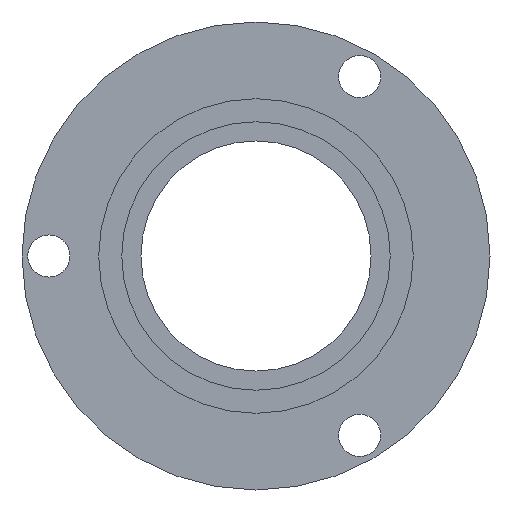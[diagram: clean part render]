
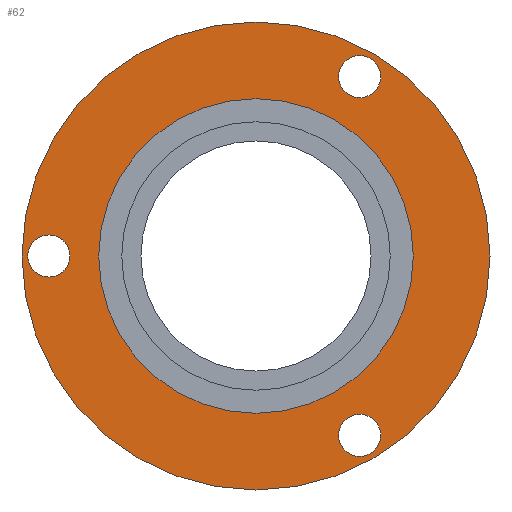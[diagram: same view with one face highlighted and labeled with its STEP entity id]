
A CAD part, left-side view. The second image highlights one B-rep face of the part: STEP entity #62.
In plain terms, the highlighted planar face has unit normal (-1, 0, 0).
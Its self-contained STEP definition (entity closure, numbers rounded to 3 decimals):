
#62=ADVANCED_FACE('',(#221,#223,#225,#227,#229),#231,.T.);
#221=FACE_BOUND('',#222,.T.);
#222=EDGE_LOOP('',(#376));
#223=FACE_BOUND('',#224,.T.);
#224=EDGE_LOOP('',(#377));
#225=FACE_BOUND('',#226,.T.);
#226=EDGE_LOOP('',(#378));
#227=FACE_BOUND('',#228,.T.);
#228=EDGE_LOOP('',(#379));
#229=FACE_BOUND('',#230,.T.);
#230=EDGE_LOOP('',(#380));
#231=PLANE('',#232);
#232=AXIS2_PLACEMENT_3D('',#233,#234,#235);
#233=CARTESIAN_POINT('',(16.953,0.,0.));
#234=DIRECTION('',(-1.,0.,0.));
#235=DIRECTION('',(0.,-1.,0.));
#376=ORIENTED_EDGE('',*,*,#416,.T.);
#377=ORIENTED_EDGE('',*,*,#417,.T.);
#378=ORIENTED_EDGE('',*,*,#418,.T.);
#379=ORIENTED_EDGE('',*,*,#419,.T.);
#380=ORIENTED_EDGE('',*,*,#420,.F.);
#416=EDGE_CURVE('',#441,#441,#442,.T.);
#417=EDGE_CURVE('',#443,#443,#444,.F.);
#418=EDGE_CURVE('',#445,#445,#446,.F.);
#419=EDGE_CURVE('',#447,#447,#448,.F.);
#420=EDGE_CURVE('',#449,#449,#450,.T.);
#441=VERTEX_POINT('',#496);
#442=CIRCLE('',#497,122.);
#443=VERTEX_POINT('',#501);
#444=CIRCLE('',#502,11.);
#445=VERTEX_POINT('',#506);
#446=CIRCLE('',#507,11.);
#447=VERTEX_POINT('',#511);
#448=CIRCLE('',#512,11.);
#449=VERTEX_POINT('',#516);
#450=CIRCLE('',#517,82.);
#496=CARTESIAN_POINT('',(16.953,-122.,0.));
#497=AXIS2_PLACEMENT_3D('',#498,#499,#500);
#498=CARTESIAN_POINT('',(16.953,0.,0.));
#499=DIRECTION('',(-1.,0.,0.));
#500=DIRECTION('',(0.,-1.,0.));
#501=CARTESIAN_POINT('',(16.953,108.,11.));
#502=AXIS2_PLACEMENT_3D('',#503,#504,#505);
#503=CARTESIAN_POINT('',(16.953,108.,0.));
#504=DIRECTION('',(-1.,0.,0.));
#505=DIRECTION('',(0.,0.,1.));
#506=CARTESIAN_POINT('',(16.953,-54.,-82.531));
#507=AXIS2_PLACEMENT_3D('',#508,#509,#510);
#508=CARTESIAN_POINT('',(16.953,-54.,-93.531));
#509=DIRECTION('',(-1.,0.,0.));
#510=DIRECTION('',(0.,0.,1.));
#511=CARTESIAN_POINT('',(16.953,-54.,104.531));
#512=AXIS2_PLACEMENT_3D('',#513,#514,#515);
#513=CARTESIAN_POINT('',(16.953,-54.,93.531));
#514=DIRECTION('',(-1.,0.,0.));
#515=DIRECTION('',(0.,0.,1.));
#516=CARTESIAN_POINT('',(16.953,-82.,0.));
#517=AXIS2_PLACEMENT_3D('',#518,#519,#520);
#518=CARTESIAN_POINT('',(16.953,0.,0.));
#519=DIRECTION('',(-1.,0.,0.));
#520=DIRECTION('',(0.,-1.,0.));
